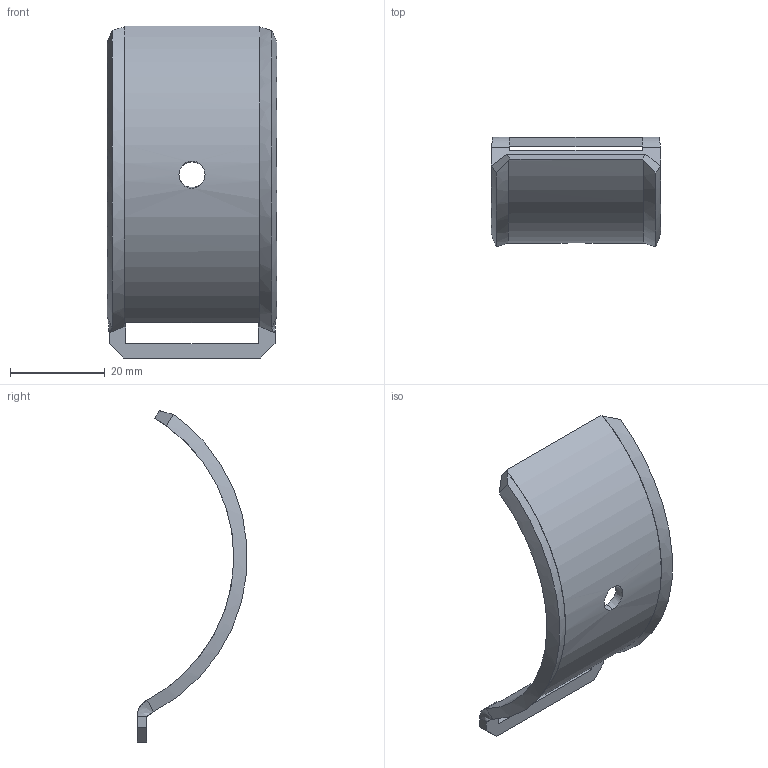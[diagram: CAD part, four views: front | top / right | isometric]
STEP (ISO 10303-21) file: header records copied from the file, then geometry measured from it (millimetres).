
FILE_DESCRIPTION((''),'2;1');
FILE_NAME('1199935','2015-10-12T',('AndreasKeweloh'),(''),'CREO PARAMETRIC BY PTC INC, 2015200','CREO PARAMETRIC BY PTC INC, 2015200','');
FILE_SCHEMA(('CONFIG_CONTROL_DESIGN'));
Length unit declared in the file: millimetre
Products named in the file (1): 1199935
Bounding box: 35.71 x 23.15 x 70 mm (x, y, z)
Volume: 5532.7 mm3; surface area: 6145.7 mm2
Topology: 1 solids, 1 shells, 32 faces, 88 edges, 56 vertices
Faces by surface type: plane 20, bspline 8, cylinder 4
Entity records: 1773 total; most frequent: CARTESIAN_POINT 985, ORIENTED_EDGE 176, DIRECTION 118, EDGE_CURVE 88, VERTEX_POINT 56, VECTOR 50, LINE 50, AXIS2_PLACEMENT_3D 34
